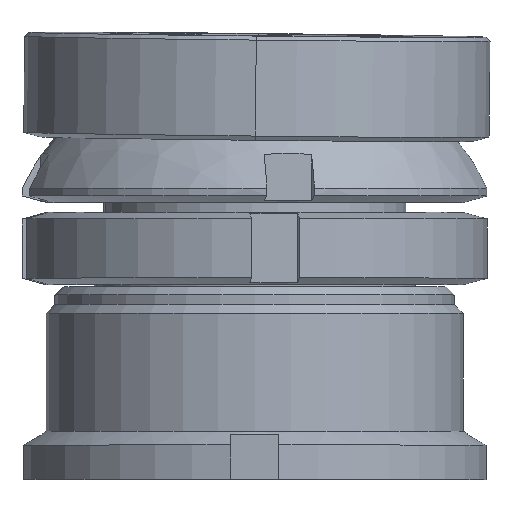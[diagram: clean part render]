
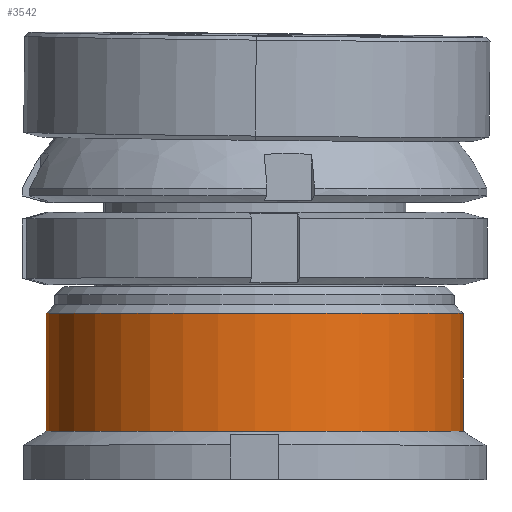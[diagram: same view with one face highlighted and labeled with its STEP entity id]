
A CAD part, top view. The second image highlights one B-rep face of the part: STEP entity #3542.
In plain terms, the highlighted cylindrical face has radius 26 mm (diameter 52 mm), a partial arc.
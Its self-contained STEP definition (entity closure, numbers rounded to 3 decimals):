
#106 = ORIENTED_EDGE ( 'NONE', *, *, #3709, .F. ) ;
#152 = CARTESIAN_POINT ( 'NONE',  ( 0., 0.431, 0. ) ) ;
#206 = CARTESIAN_POINT ( 'NONE',  ( 26., 0.431, 0. ) ) ;
#236 = VERTEX_POINT ( 'NONE', #3259 ) ;
#494 = DIRECTION ( 'NONE',  ( -1., 0., 0. ) ) ;
#1125 = EDGE_CURVE ( 'NONE', #236, #3144, #1308, .T. ) ;
#1164 = CARTESIAN_POINT ( 'NONE',  ( 26., 8.27, 0. ) ) ;
#1308 = CIRCLE ( 'NONE', #3597, 26. ) ;
#1385 = EDGE_CURVE ( 'NONE', #3144, #1537, #3618, .T. ) ;
#1407 = ORIENTED_EDGE ( 'NONE', *, *, #1385, .T. ) ;
#1537 = VERTEX_POINT ( 'NONE', #206 ) ;
#1699 = CARTESIAN_POINT ( 'NONE',  ( -26., 8.27, 0. ) ) ;
#1872 = CARTESIAN_POINT ( 'NONE',  ( 26., -14.269, 0. ) ) ;
#1894 = DIRECTION ( 'NONE',  ( 0., 1., 0. ) ) ;
#1906 = DIRECTION ( 'NONE',  ( 0., 1., 0. ) ) ;
#1954 = DIRECTION ( 'NONE',  ( -1., 0., 0. ) ) ;
#2040 = DIRECTION ( 'NONE',  ( 0., 1., 0. ) ) ;
#2136 = VECTOR ( 'NONE', #2040, 1000. ) ;
#2159 = AXIS2_PLACEMENT_3D ( 'NONE', #152, #1894, #3167 ) ;
#2282 = DIRECTION ( 'NONE',  ( 0., 1., 0. ) ) ;
#2362 = VERTEX_POINT ( 'NONE', #3434 ) ;
#2534 = DIRECTION ( 'NONE',  ( 0., 1., 0. ) ) ;
#2576 = LINE ( 'NONE', #1699, #2136 ) ;
#2891 = ORIENTED_EDGE ( 'NONE', *, *, #3065, .F. ) ;
#3040 = CYLINDRICAL_SURFACE ( 'NONE', #3379, 26. ) ;
#3065 = EDGE_CURVE ( 'NONE', #2362, #1537, #3325, .T. ) ;
#3144 = VERTEX_POINT ( 'NONE', #1872 ) ;
#3167 = DIRECTION ( 'NONE',  ( -1., 0., 0. ) ) ;
#3244 = EDGE_LOOP ( 'NONE', ( #3578, #1407, #2891, #106 ) ) ;
#3259 = CARTESIAN_POINT ( 'NONE',  ( -26., -14.269, 0. ) ) ;
#3325 = CIRCLE ( 'NONE', #2159, 26. ) ;
#3357 = VECTOR ( 'NONE', #2534, 1000. ) ;
#3379 = AXIS2_PLACEMENT_3D ( 'NONE', #4215, #1906, #494 ) ;
#3434 = CARTESIAN_POINT ( 'NONE',  ( -26., 0.431, 0. ) ) ;
#3542 = ADVANCED_FACE ( 'NONE', ( #4249 ), #3040, .T. ) ;
#3574 = CARTESIAN_POINT ( 'NONE',  ( 0., -14.269, 0. ) ) ;
#3578 = ORIENTED_EDGE ( 'NONE', *, *, #1125, .T. ) ;
#3597 = AXIS2_PLACEMENT_3D ( 'NONE', #3574, #2282, #1954 ) ;
#3618 = LINE ( 'NONE', #1164, #3357 ) ;
#3709 = EDGE_CURVE ( 'NONE', #236, #2362, #2576, .T. ) ;
#4215 = CARTESIAN_POINT ( 'NONE',  ( 0., 8.27, 0. ) ) ;
#4249 = FACE_OUTER_BOUND ( 'NONE', #3244, .T. ) ;
